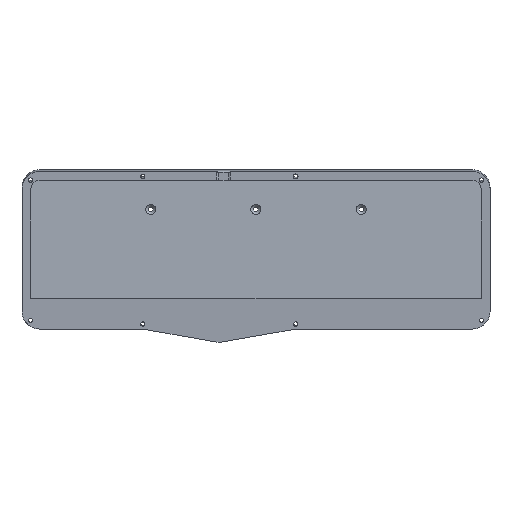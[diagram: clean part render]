
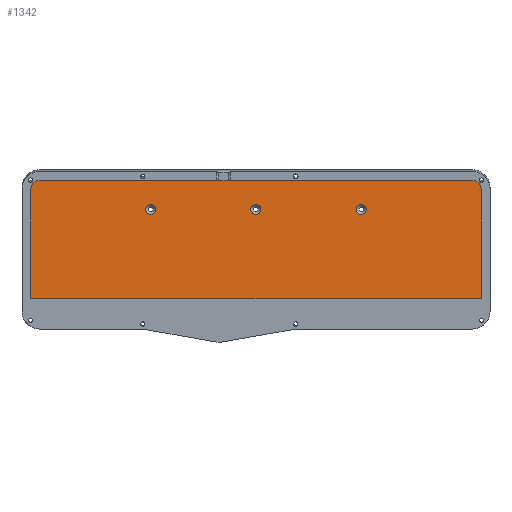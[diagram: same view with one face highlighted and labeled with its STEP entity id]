
A CAD part, top view. The second image highlights one B-rep face of the part: STEP entity #1342.
In plain terms, the highlighted planar face has unit normal (0, 0, 1).
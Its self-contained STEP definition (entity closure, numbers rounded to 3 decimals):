
#33=ELLIPSE('',#1519,6.776,6.75);
#34=ELLIPSE('',#1520,6.776,6.75);
#59=FACE_BOUND('',#486,.T.);
#60=FACE_BOUND('',#487,.T.);
#61=FACE_BOUND('',#488,.T.);
#174=LINE('',#2294,#265);
#188=LINE('',#2333,#279);
#189=LINE('',#2337,#280);
#190=LINE('',#2340,#281);
#265=VECTOR('',#1874,10.);
#279=VECTOR('',#1908,10.);
#280=VECTOR('',#1911,10.);
#281=VECTOR('',#1914,10.);
#321=PLANE('',#1518);
#390=FACE_OUTER_BOUND('',#485,.T.);
#485=EDGE_LOOP('',(#1166,#1167,#1168,#1169,#1170,#1171));
#486=EDGE_LOOP('',(#1172,#1173));
#487=EDGE_LOOP('',(#1174,#1175));
#488=EDGE_LOOP('',(#1176,#1177));
#530=CIRCLE('',#1396,4.05);
#531=CIRCLE('',#1397,4.05);
#535=CIRCLE('',#1403,4.05);
#536=CIRCLE('',#1404,4.05);
#540=CIRCLE('',#1410,4.05);
#541=CIRCLE('',#1411,4.05);
#606=VERTEX_POINT('',#2041);
#607=VERTEX_POINT('',#2042);
#611=VERTEX_POINT('',#2055);
#612=VERTEX_POINT('',#2056);
#616=VERTEX_POINT('',#2069);
#617=VERTEX_POINT('',#2070);
#690=VERTEX_POINT('',#2291);
#691=VERTEX_POINT('',#2293);
#706=VERTEX_POINT('',#2332);
#707=VERTEX_POINT('',#2334);
#708=VERTEX_POINT('',#2336);
#709=VERTEX_POINT('',#2338);
#739=EDGE_CURVE('',#606,#607,#530,.T.);
#740=EDGE_CURVE('',#607,#606,#531,.T.);
#746=EDGE_CURVE('',#611,#612,#535,.T.);
#747=EDGE_CURVE('',#612,#611,#536,.T.);
#753=EDGE_CURVE('',#616,#617,#540,.T.);
#754=EDGE_CURVE('',#617,#616,#541,.T.);
#858=EDGE_CURVE('',#690,#691,#174,.T.);
#879=EDGE_CURVE('',#690,#706,#188,.T.);
#880=EDGE_CURVE('',#706,#707,#33,.T.);
#881=EDGE_CURVE('',#707,#708,#189,.T.);
#882=EDGE_CURVE('',#708,#709,#34,.T.);
#883=EDGE_CURVE('',#709,#691,#190,.T.);
#1166=ORIENTED_EDGE('',*,*,#858,.F.);
#1167=ORIENTED_EDGE('',*,*,#879,.T.);
#1168=ORIENTED_EDGE('',*,*,#880,.T.);
#1169=ORIENTED_EDGE('',*,*,#881,.T.);
#1170=ORIENTED_EDGE('',*,*,#882,.T.);
#1171=ORIENTED_EDGE('',*,*,#883,.T.);
#1172=ORIENTED_EDGE('',*,*,#739,.T.);
#1173=ORIENTED_EDGE('',*,*,#740,.T.);
#1174=ORIENTED_EDGE('',*,*,#746,.T.);
#1175=ORIENTED_EDGE('',*,*,#747,.T.);
#1176=ORIENTED_EDGE('',*,*,#753,.T.);
#1177=ORIENTED_EDGE('',*,*,#754,.T.);
#1342=ADVANCED_FACE('',(#390,#59,#60,#61),#321,.T.);
#1396=AXIS2_PLACEMENT_3D('',#2043,#1600,#1601);
#1397=AXIS2_PLACEMENT_3D('',#2044,#1602,#1603);
#1403=AXIS2_PLACEMENT_3D('',#2057,#1616,#1617);
#1404=AXIS2_PLACEMENT_3D('',#2058,#1618,#1619);
#1410=AXIS2_PLACEMENT_3D('',#2071,#1632,#1633);
#1411=AXIS2_PLACEMENT_3D('',#2072,#1634,#1635);
#1518=AXIS2_PLACEMENT_3D('',#2331,#1906,#1907);
#1519=AXIS2_PLACEMENT_3D('',#2335,#1909,#1910);
#1520=AXIS2_PLACEMENT_3D('',#2339,#1912,#1913);
#1600=DIRECTION('center_axis',(0.,0.,
-1.));
#1601=DIRECTION('ref_axis',(1.,0.,0.));
#1602=DIRECTION('center_axis',(0.,0.,
-1.));
#1603=DIRECTION('ref_axis',(1.,0.,0.));
#1616=DIRECTION('center_axis',(0.,0.,
-1.));
#1617=DIRECTION('ref_axis',(1.,0.,0.));
#1618=DIRECTION('center_axis',(0.,0.,
-1.));
#1619=DIRECTION('ref_axis',(1.,0.,0.));
#1632=DIRECTION('center_axis',(0.,0.,
-1.));
#1633=DIRECTION('ref_axis',(1.,0.,0.));
#1634=DIRECTION('center_axis',(0.,0.,
-1.));
#1635=DIRECTION('ref_axis',(1.,0.,0.));
#1874=DIRECTION('',(-1.,0.,0.));
#1906=DIRECTION('center_axis',(0.,0.,
1.));
#1907=DIRECTION('ref_axis',(0.,1.,0.));
#1908=DIRECTION('',(0.,1.,0.));
#1909=DIRECTION('center_axis',(0.,0.,
1.));
#1910=DIRECTION('ref_axis',(0.,1.,0.));
#1911=DIRECTION('',(-1.,0.,0.));
#1912=DIRECTION('center_axis',(0.,0.,
1.));
#1913=DIRECTION('ref_axis',(0.,1.,0.));
#1914=DIRECTION('',(0.,-1.,0.));
#2041=CARTESIAN_POINT('',(181.422,63.764,-41.941));
#2042=CARTESIAN_POINT('',(173.322,63.764,-41.941));
#2043=CARTESIAN_POINT('Origin',(177.372,63.764,-41.941));
#2044=CARTESIAN_POINT('Origin',(177.372,63.764,-41.941));
#2055=CARTESIAN_POINT('',(96.301,63.764,-41.941));
#2056=CARTESIAN_POINT('',(88.201,63.764,-41.941));
#2057=CARTESIAN_POINT('Origin',(92.251,63.764,-41.941));
#2058=CARTESIAN_POINT('Origin',(92.251,63.764,-41.941));
#2069=CARTESIAN_POINT('',(266.794,63.764,-41.941));
#2070=CARTESIAN_POINT('',(258.694,63.764,-41.941));
#2071=CARTESIAN_POINT('Origin',(262.744,63.764,-41.941));
#2072=CARTESIAN_POINT('Origin',(262.744,63.764,-41.941));
#2291=CARTESIAN_POINT('',(359.744,-8.455,-41.941));
#2293=CARTESIAN_POINT('',(-4.749,-8.455,-41.941));
#2294=CARTESIAN_POINT('',(272.246,-8.455,-41.941));
#2331=CARTESIAN_POINT('Origin',(366.994,-43.148,-41.941));
#2332=CARTESIAN_POINT('',(359.744,81.205,-41.941));
#2333=CARTESIAN_POINT('',(359.744,18.688,-41.941));
#2334=CARTESIAN_POINT('',(352.994,87.98,-41.941));
#2335=CARTESIAN_POINT('Origin',(352.994,81.205,-41.941));
#2336=CARTESIAN_POINT('',(2.001,87.98,-41.941));
#2337=CARTESIAN_POINT('',(184.497,87.98,-41.941));
#2338=CARTESIAN_POINT('',(-4.749,81.205,-41.941));
#2339=CARTESIAN_POINT('Origin',(2.001,81.205,-41.941));
#2340=CARTESIAN_POINT('',(-4.749,-31.134,-41.941));
